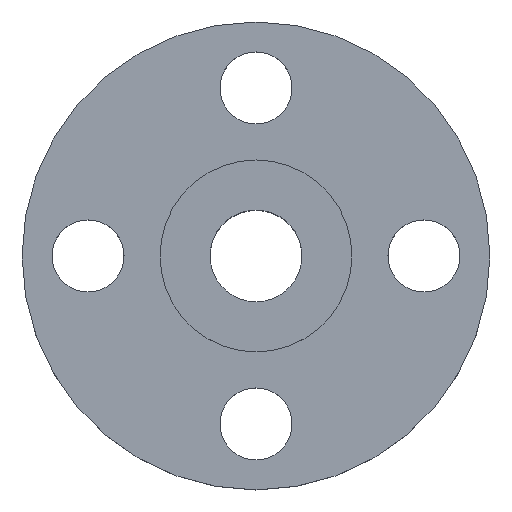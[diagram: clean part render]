
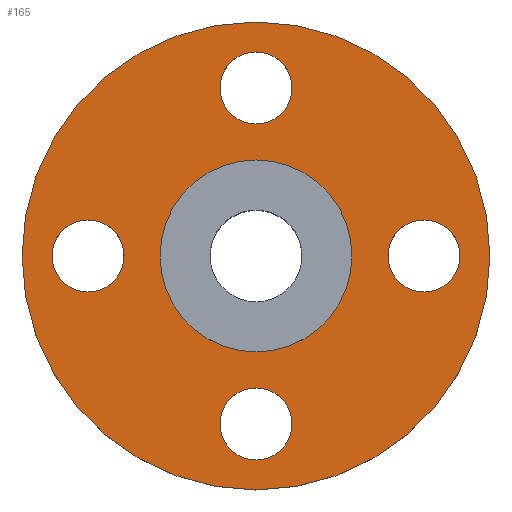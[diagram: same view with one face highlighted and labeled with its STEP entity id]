
A CAD part, top view. The second image highlights one B-rep face of the part: STEP entity #165.
In plain terms, the highlighted planar face has unit normal (0, 0, 1).
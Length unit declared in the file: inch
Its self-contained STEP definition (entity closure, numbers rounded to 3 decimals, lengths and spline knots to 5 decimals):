
#4 = CARTESIAN_POINT ( 'NONE',  ( -1., 0., -0.0625 ) ) ;
#7 = CARTESIAN_POINT ( 'NONE',  ( -1.75, 0., -0.0625 ) ) ;
#21 = VERTEX_POINT ( 'NONE', #644 ) ;
#24 = CIRCLE ( 'NONE', #326, 1. ) ;
#29 = DIRECTION ( 'NONE',  ( 0., 0., 1. ) ) ;
#39 = AXIS2_PLACEMENT_3D ( 'NONE', #475, #29, #294 ) ;
#42 = CARTESIAN_POINT ( 'NONE',  ( 0., 0., -0.0625 ) ) ;
#46 = ORIENTED_EDGE ( 'NONE', *, *, #661, .F. ) ;
#52 = ORIENTED_EDGE ( 'NONE', *, *, #464, .F. ) ;
#53 = EDGE_LOOP ( 'NONE', ( #773, #483 ) ) ;
#63 = DIRECTION ( 'NONE',  ( 0., 0., 1. ) ) ;
#72 = DIRECTION ( 'NONE',  ( 0., 0., 1. ) ) ;
#75 = CARTESIAN_POINT ( 'NONE',  ( -2.125, 0., -0.0625 ) ) ;
#83 = DIRECTION ( 'NONE',  ( -1., 0., 0. ) ) ;
#89 = ORIENTED_EDGE ( 'NONE', *, *, #123, .F. ) ;
#93 = DIRECTION ( 'NONE',  ( 0., 0., 1. ) ) ;
#100 = AXIS2_PLACEMENT_3D ( 'NONE', #616, #236, #603 ) ;
#104 = CARTESIAN_POINT ( 'NONE',  ( 1.75, 0., -0.0625 ) ) ;
#117 = ORIENTED_EDGE ( 'NONE', *, *, #409, .T. ) ;
#123 = EDGE_CURVE ( 'NONE', #359, #342, #682, .T. ) ;
#135 = FACE_BOUND ( 'NONE', #248, .T. ) ;
#139 = EDGE_CURVE ( 'NONE', #302, #201, #519, .T. ) ;
#147 = DIRECTION ( 'NONE',  ( 0., -1., 0. ) ) ;
#165 = ADVANCED_FACE ( 'NONE', ( #393, #581, #856, #462, #135, #650 ), #790, .F. ) ;
#169 = CARTESIAN_POINT ( 'NONE',  ( 0.375, 1.75, -0.0625 ) ) ;
#183 = CARTESIAN_POINT ( 'NONE',  ( 2.4375, 0., -0.0625 ) ) ;
#184 = CARTESIAN_POINT ( 'NONE',  ( 1.375, 0., -0.0625 ) ) ;
#196 = EDGE_LOOP ( 'NONE', ( #634, #808 ) ) ;
#198 = EDGE_CURVE ( 'NONE', #491, #842, #534, .T. ) ;
#199 = DIRECTION ( 'NONE',  ( 1., 0., 0. ) ) ;
#201 = VERTEX_POINT ( 'NONE', #169 ) ;
#225 = CIRCLE ( 'NONE', #725, 2.4375 ) ;
#236 = DIRECTION ( 'NONE',  ( 0., 0., 1. ) ) ;
#237 = CARTESIAN_POINT ( 'NONE',  ( 0., 1., -0.0625 ) ) ;
#238 = ORIENTED_EDGE ( 'NONE', *, *, #798, .F. ) ;
#248 = EDGE_LOOP ( 'NONE', ( #46, #52 ) ) ;
#253 = CARTESIAN_POINT ( 'NONE',  ( -0.375, 1.75, -0.0625 ) ) ;
#254 = CIRCLE ( 'NONE', #100, 0.375 ) ;
#257 = DIRECTION ( 'NONE',  ( -1., 0., 0. ) ) ;
#259 = CARTESIAN_POINT ( 'NONE',  ( -2.4375, 0., -0.0625 ) ) ;
#273 = DIRECTION ( 'NONE',  ( 0., 1., 0. ) ) ;
#278 = DIRECTION ( 'NONE',  ( 0., 0., 1. ) ) ;
#279 = EDGE_CURVE ( 'NONE', #308, #840, #225, .T. ) ;
#281 = AXIS2_PLACEMENT_3D ( 'NONE', #679, #93, #612 ) ;
#294 = DIRECTION ( 'NONE',  ( 0., -1., 0. ) ) ;
#302 = VERTEX_POINT ( 'NONE', #253 ) ;
#308 = VERTEX_POINT ( 'NONE', #259 ) ;
#326 = AXIS2_PLACEMENT_3D ( 'NONE', #802, #806, #820 ) ;
#342 = VERTEX_POINT ( 'NONE', #184 ) ;
#351 = AXIS2_PLACEMENT_3D ( 'NONE', #399, #72, #273 ) ;
#359 = VERTEX_POINT ( 'NONE', #510 ) ;
#375 = DIRECTION ( 'NONE',  ( 1., 0., 0. ) ) ;
#386 = CIRCLE ( 'NONE', #39, 0.375 ) ;
#393 = FACE_BOUND ( 'NONE', #196, .T. ) ;
#399 = CARTESIAN_POINT ( 'NONE',  ( 0., -1.75, -0.0625 ) ) ;
#404 = CARTESIAN_POINT ( 'NONE',  ( 0., 0., -0.0625 ) ) ;
#409 = EDGE_CURVE ( 'NONE', #840, #308, #738, .T. ) ;
#424 = AXIS2_PLACEMENT_3D ( 'NONE', #404, #730, #199 ) ;
#426 = CIRCLE ( 'NONE', #424, 1. ) ;
#434 = EDGE_LOOP ( 'NONE', ( #117, #638 ) ) ;
#440 = AXIS2_PLACEMENT_3D ( 'NONE', #42, #501, #375 ) ;
#447 = CARTESIAN_POINT ( 'NONE',  ( -1.375, 0., -0.0625 ) ) ;
#455 = AXIS2_PLACEMENT_3D ( 'NONE', #7, #278, #535 ) ;
#462 = FACE_BOUND ( 'NONE', #53, .T. ) ;
#464 = EDGE_CURVE ( 'NONE', #477, #814, #426, .T. ) ;
#473 = VERTEX_POINT ( 'NONE', #590 ) ;
#475 = CARTESIAN_POINT ( 'NONE',  ( 0., 1.75, -0.0625 ) ) ;
#477 = VERTEX_POINT ( 'NONE', #4 ) ;
#483 = ORIENTED_EDGE ( 'NONE', *, *, #198, .F. ) ;
#491 = VERTEX_POINT ( 'NONE', #75 ) ;
#500 = EDGE_CURVE ( 'NONE', #473, #21, #597, .T. ) ;
#501 = DIRECTION ( 'NONE',  ( 0., 0., 1. ) ) ;
#506 = CIRCLE ( 'NONE', #641, 0.375 ) ;
#510 = CARTESIAN_POINT ( 'NONE',  ( 2.125, 0., -0.0625 ) ) ;
#511 = EDGE_CURVE ( 'NONE', #842, #491, #826, .T. ) ;
#519 = CIRCLE ( 'NONE', #653, 0.375 ) ;
#534 = CIRCLE ( 'NONE', #281, 0.375 ) ;
#535 = DIRECTION ( 'NONE',  ( 1., 0., 0. ) ) ;
#581 = FACE_BOUND ( 'NONE', #657, .T. ) ;
#584 = AXIS2_PLACEMENT_3D ( 'NONE', #237, #620, #83 ) ;
#587 = CARTESIAN_POINT ( 'NONE',  ( 1.75, 0., -0.0625 ) ) ;
#590 = CARTESIAN_POINT ( 'NONE',  ( 0.375, -1.75, -0.0625 ) ) ;
#597 = CIRCLE ( 'NONE', #351, 0.375 ) ;
#601 = EDGE_CURVE ( 'NONE', #201, #302, #386, .T. ) ;
#603 = DIRECTION ( 'NONE',  ( 0., 1., 0. ) ) ;
#612 = DIRECTION ( 'NONE',  ( 1., 0., 0. ) ) ;
#616 = CARTESIAN_POINT ( 'NONE',  ( 0., -1.75, -0.0625 ) ) ;
#620 = DIRECTION ( 'NONE',  ( 0., 0., -1. ) ) ;
#632 = DIRECTION ( 'NONE',  ( 1., 0., 0. ) ) ;
#633 = ORIENTED_EDGE ( 'NONE', *, *, #500, .F. ) ;
#634 = ORIENTED_EDGE ( 'NONE', *, *, #601, .F. ) ;
#638 = ORIENTED_EDGE ( 'NONE', *, *, #279, .T. ) ;
#641 = AXIS2_PLACEMENT_3D ( 'NONE', #104, #63, #257 ) ;
#644 = CARTESIAN_POINT ( 'NONE',  ( -0.375, -1.75, -0.0625 ) ) ;
#650 = FACE_OUTER_BOUND ( 'NONE', #434, .T. ) ;
#651 = EDGE_CURVE ( 'NONE', #21, #473, #254, .T. ) ;
#652 = ORIENTED_EDGE ( 'NONE', *, *, #651, .F. ) ;
#653 = AXIS2_PLACEMENT_3D ( 'NONE', #731, #659, #147 ) ;
#656 = DIRECTION ( 'NONE',  ( 0., 0., 1. ) ) ;
#657 = EDGE_LOOP ( 'NONE', ( #89, #238 ) ) ;
#659 = DIRECTION ( 'NONE',  ( 0., 0., 1. ) ) ;
#661 = EDGE_CURVE ( 'NONE', #814, #477, #24, .T. ) ;
#670 = CARTESIAN_POINT ( 'NONE',  ( 0., 0., -0.0625 ) ) ;
#679 = CARTESIAN_POINT ( 'NONE',  ( -1.75, 0., -0.0625 ) ) ;
#682 = CIRCLE ( 'NONE', #777, 0.375 ) ;
#695 = DIRECTION ( 'NONE',  ( 0., 0., 1. ) ) ;
#725 = AXIS2_PLACEMENT_3D ( 'NONE', #670, #695, #632 ) ;
#730 = DIRECTION ( 'NONE',  ( 0., 0., 1. ) ) ;
#731 = CARTESIAN_POINT ( 'NONE',  ( 0., 1.75, -0.0625 ) ) ;
#738 = CIRCLE ( 'NONE', #440, 2.4375 ) ;
#773 = ORIENTED_EDGE ( 'NONE', *, *, #511, .F. ) ;
#777 = AXIS2_PLACEMENT_3D ( 'NONE', #587, #656, #799 ) ;
#790 = PLANE ( 'NONE',  #584 ) ;
#798 = EDGE_CURVE ( 'NONE', #342, #359, #506, .T. ) ;
#799 = DIRECTION ( 'NONE',  ( -1., 0., 0. ) ) ;
#802 = CARTESIAN_POINT ( 'NONE',  ( 0., 0., -0.0625 ) ) ;
#806 = DIRECTION ( 'NONE',  ( 0., 0., 1. ) ) ;
#808 = ORIENTED_EDGE ( 'NONE', *, *, #139, .F. ) ;
#814 = VERTEX_POINT ( 'NONE', #844 ) ;
#818 = EDGE_LOOP ( 'NONE', ( #633, #652 ) ) ;
#820 = DIRECTION ( 'NONE',  ( 1., 0., 0. ) ) ;
#826 = CIRCLE ( 'NONE', #455, 0.375 ) ;
#840 = VERTEX_POINT ( 'NONE', #183 ) ;
#842 = VERTEX_POINT ( 'NONE', #447 ) ;
#844 = CARTESIAN_POINT ( 'NONE',  ( 1., 0., -0.0625 ) ) ;
#856 = FACE_BOUND ( 'NONE', #818, .T. ) ;
